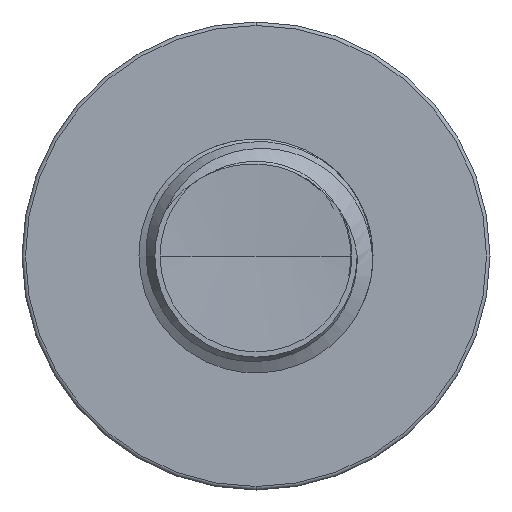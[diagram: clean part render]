
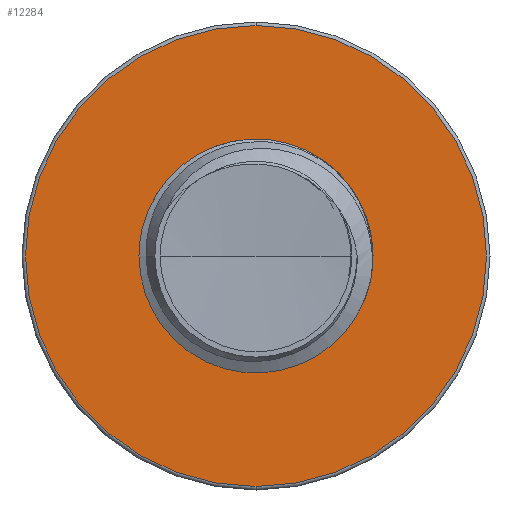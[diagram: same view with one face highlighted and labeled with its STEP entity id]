
A CAD part, front view. The second image highlights one B-rep face of the part: STEP entity #12284.
In plain terms, the highlighted planar face has unit normal (0, -1, 0).
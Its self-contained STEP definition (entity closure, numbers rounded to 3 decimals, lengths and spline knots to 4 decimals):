
#212 = EDGE_CURVE ( 'NONE', #1701, #8996, #7938, .T. ) ;
#1152 = DIRECTION ( 'NONE',  ( 0., 0., -1. ) ) ;
#1361 = CIRCLE ( 'NONE', #11038, 3.94 ) ;
#1701 = VERTEX_POINT ( 'NONE', #7019 ) ;
#1997 = DIRECTION ( 'NONE',  ( 0., 0., -1. ) ) ;
#2162 = CIRCLE ( 'NONE', #23921, 3.94 ) ;
#2734 = ORIENTED_EDGE ( 'NONE', *, *, #2867, .F. ) ;
#2867 = EDGE_CURVE ( 'NONE', #8996, #1701, #21204, .T. ) ;
#4161 = VERTEX_POINT ( 'NONE', #18896 ) ;
#6232 = VERTEX_POINT ( 'NONE', #21264 ) ;
#7019 = CARTESIAN_POINT ( 'NONE',  ( 0., 9., -1.9709 ) ) ;
#7200 = DIRECTION ( 'NONE',  ( 0., 0., -1. ) ) ;
#7266 = AXIS2_PLACEMENT_3D ( 'NONE', #7529, #7377, #7200 ) ;
#7377 = DIRECTION ( 'NONE',  ( 0., -1., 0. ) ) ;
#7529 = CARTESIAN_POINT ( 'NONE',  ( 0., 9., 0. ) ) ;
#7938 = CIRCLE ( 'NONE', #7266, 1.9709 ) ;
#8167 = DIRECTION ( 'NONE',  ( 0., 0., -1. ) ) ;
#8168 = FACE_BOUND ( 'NONE', #15205, .T. ) ;
#8320 = DIRECTION ( 'NONE',  ( 0., -1., 0. ) ) ;
#8353 = CARTESIAN_POINT ( 'NONE',  ( 0., 9., 0. ) ) ;
#8579 = PLANE ( 'NONE',  #25302 ) ;
#8667 = CARTESIAN_POINT ( 'NONE',  ( 0., 9., 1.9709 ) ) ;
#8996 = VERTEX_POINT ( 'NONE', #22682 ) ;
#10894 = DIRECTION ( 'NONE',  ( 0., -1., 0. ) ) ;
#11038 = AXIS2_PLACEMENT_3D ( 'NONE', #26523, #14177, #1152 ) ;
#11649 = ORIENTED_EDGE ( 'NONE', *, *, #12327, .T. ) ;
#12284 = ADVANCED_FACE ( 'NONE', ( #13749, #8168 ), #8579, .T. ) ;
#12327 = EDGE_CURVE ( 'NONE', #4161, #6232, #2162, .T. ) ;
#13749 = FACE_OUTER_BOUND ( 'NONE', #20683, .T. ) ;
#14177 = DIRECTION ( 'NONE',  ( 0., -1., 0. ) ) ;
#14963 = DIRECTION ( 'NONE',  ( 0., -1., 0. ) ) ;
#15205 = EDGE_LOOP ( 'NONE', ( #17540, #2734 ) ) ;
#16369 = ORIENTED_EDGE ( 'NONE', *, *, #25492, .T. ) ;
#17540 = ORIENTED_EDGE ( 'NONE', *, *, #212, .F. ) ;
#18896 = CARTESIAN_POINT ( 'NONE',  ( 0., 9., -3.94 ) ) ;
#20683 = EDGE_LOOP ( 'NONE', ( #11649, #16369 ) ) ;
#21204 = CIRCLE ( 'NONE', #24212, 1.9709 ) ;
#21264 = CARTESIAN_POINT ( 'NONE',  ( 0., 9., 3.94 ) ) ;
#22682 = CARTESIAN_POINT ( 'NONE',  ( 0., 9., 1.9709 ) ) ;
#23256 = CARTESIAN_POINT ( 'NONE',  ( 0., 9., 0. ) ) ;
#23921 = AXIS2_PLACEMENT_3D ( 'NONE', #23256, #10894, #25329 ) ;
#24212 = AXIS2_PLACEMENT_3D ( 'NONE', #8353, #8320, #8167 ) ;
#25302 = AXIS2_PLACEMENT_3D ( 'NONE', #8667, #14963, #1997 ) ;
#25329 = DIRECTION ( 'NONE',  ( 0., 0., -1. ) ) ;
#25492 = EDGE_CURVE ( 'NONE', #6232, #4161, #1361, .T. ) ;
#26523 = CARTESIAN_POINT ( 'NONE',  ( 0., 9., 0. ) ) ;
